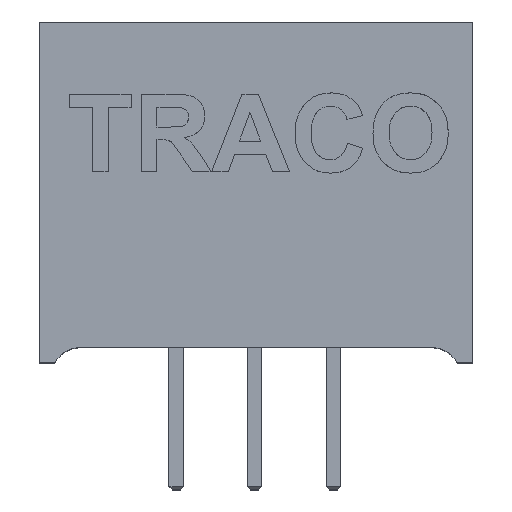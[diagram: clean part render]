
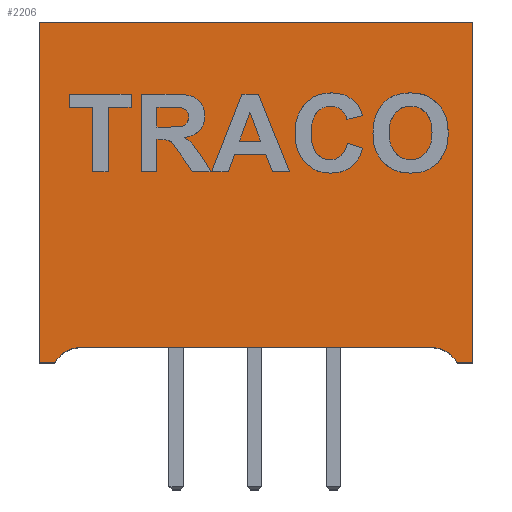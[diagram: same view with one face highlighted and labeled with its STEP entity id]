
A CAD part, top view. The second image highlights one B-rep face of the part: STEP entity #2206.
In plain terms, the highlighted planar face has unit normal (0, 0, 1).
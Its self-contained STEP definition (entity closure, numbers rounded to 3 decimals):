
#190=PLANE('',#2364);
#272=FACE_OUTER_BOUND('',#404,.T.);
#404=EDGE_LOOP('',(#1559,#1560,#1561,#1562,#1563,#1564,#1565,#1566));
#541=LINE('',#2862,#767);
#544=LINE('',#2867,#770);
#547=LINE('',#2873,#773);
#549=LINE('',#2877,#775);
#550=LINE('',#2879,#776);
#551=LINE('',#2880,#777);
#767=VECTOR('',#2461,10.);
#770=VECTOR('',#2466,10.);
#773=VECTOR('',#2471,10.);
#775=VECTOR('',#2475,10.);
#776=VECTOR('',#2476,10.);
#777=VECTOR('',#2477,10.);
#989=CIRCLE('',#2356,1.);
#992=CIRCLE('',#2360,1.);
#993=VERTEX_POINT('',#2843);
#994=VERTEX_POINT('',#2844);
#999=VERTEX_POINT('',#2855);
#1000=VERTEX_POINT('',#2857);
#1001=VERTEX_POINT('',#2861);
#1004=VERTEX_POINT('',#2872);
#1005=VERTEX_POINT('',#2876);
#1006=VERTEX_POINT('',#2878);
#1209=EDGE_CURVE('',#993,#994,#989,.T.);
#1215=EDGE_CURVE('',#1000,#999,#992,.F.);
#1217=EDGE_CURVE('',#1001,#993,#541,.T.);
#1220=EDGE_CURVE('',#999,#994,#544,.T.);
#1223=EDGE_CURVE('',#1000,#1004,#547,.T.);
#1225=EDGE_CURVE('',#1005,#1001,#549,.T.);
#1226=EDGE_CURVE('',#1006,#1005,#550,.T.);
#1227=EDGE_CURVE('',#1004,#1006,#551,.T.);
#1559=ORIENTED_EDGE('',*,*,#1220,.T.);
#1560=ORIENTED_EDGE('',*,*,#1209,.F.);
#1561=ORIENTED_EDGE('',*,*,#1217,.F.);
#1562=ORIENTED_EDGE('',*,*,#1225,.F.);
#1563=ORIENTED_EDGE('',*,*,#1226,.F.);
#1564=ORIENTED_EDGE('',*,*,#1227,.F.);
#1565=ORIENTED_EDGE('',*,*,#1223,.F.);
#1566=ORIENTED_EDGE('',*,*,#1215,.T.);
#2206=ADVANCED_FACE('',(#272),#190,.T.);
#2356=AXIS2_PLACEMENT_3D('',#2845,#2445,#2446);
#2360=AXIS2_PLACEMENT_3D('',#2858,#2456,#2457);
#2364=AXIS2_PLACEMENT_3D('',#2875,#2473,#2474);
#2445=DIRECTION('center_axis',(0.,0.,1.));
#2446=DIRECTION('ref_axis',(0.866,0.5,0.));
#2456=DIRECTION('center_axis',(0.,0.,1.));
#2457=DIRECTION('ref_axis',(-0.866,0.5,0.));
#2461=DIRECTION('',(-1.,0.,0.));
#2466=DIRECTION('',(1.,0.,0.));
#2471=DIRECTION('',(-1.,0.,0.));
#2473=DIRECTION('center_axis',(0.,0.,1.));
#2474=DIRECTION('ref_axis',(1.,0.,0.));
#2475=DIRECTION('',(0.,-1.,0.));
#2476=DIRECTION('',(1.,0.,0.));
#2477=DIRECTION('',(0.,1.,0.));
#2843=CARTESIAN_POINT('',(6.5,-0.5,3.75));
#2844=CARTESIAN_POINT('',(5.634,0.,3.75));
#2845=CARTESIAN_POINT('Origin',(5.634,-1.,3.75));
#2855=CARTESIAN_POINT('',(-5.634,0.,3.75));
#2857=CARTESIAN_POINT('',(-6.5,-0.5,3.75));
#2858=CARTESIAN_POINT('Origin',(-5.634,-1.,3.75));
#2861=CARTESIAN_POINT('',(7.,-0.5,3.75));
#2862=CARTESIAN_POINT('',(7.,-0.5,3.75));
#2867=CARTESIAN_POINT('',(-7.,0.,3.75));
#2872=CARTESIAN_POINT('',(-7.,-0.5,3.75));
#2873=CARTESIAN_POINT('',(7.,-0.5,3.75));
#2875=CARTESIAN_POINT('Origin',(-7.,0.,3.75));
#2876=CARTESIAN_POINT('',(7.,10.5,3.75));
#2877=CARTESIAN_POINT('',(7.,0.,3.75));
#2878=CARTESIAN_POINT('',(-7.,10.5,3.75));
#2879=CARTESIAN_POINT('',(-7.,10.5,3.75));
#2880=CARTESIAN_POINT('',(-7.,0.,3.75));
